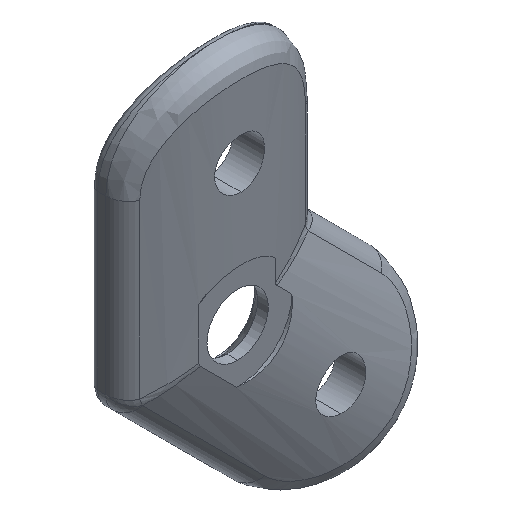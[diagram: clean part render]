
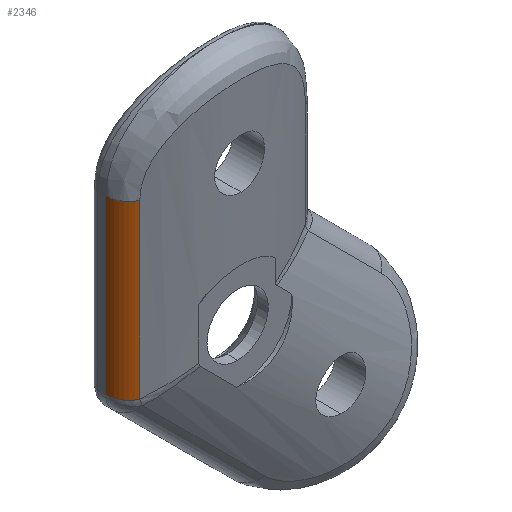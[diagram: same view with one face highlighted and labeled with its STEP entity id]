
A CAD part, isometric view. The second image highlights one B-rep face of the part: STEP entity #2346.
In plain terms, the highlighted cylindrical face has radius 3 mm (diameter 6 mm), a partial arc.
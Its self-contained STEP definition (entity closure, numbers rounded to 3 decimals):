
#217 = CIRCLE ( 'NONE', #1813, 3. ) ;
#287 = VERTEX_POINT ( 'NONE', #2416 ) ;
#295 = CYLINDRICAL_SURFACE ( 'NONE', #1425, 3. ) ;
#348 = DIRECTION ( 'NONE',  ( -1., 0., 0. ) ) ;
#456 = ORIENTED_EDGE ( 'NONE', *, *, #1055, .F. ) ;
#480 = EDGE_CURVE ( 'NONE', #2016, #287, #217, .T. ) ;
#640 = CIRCLE ( 'NONE', #1439, 3. ) ;
#693 = VERTEX_POINT ( 'NONE', #1411 ) ;
#872 = VECTOR ( 'NONE', #2386, 1000. ) ;
#967 = CARTESIAN_POINT ( 'NONE',  ( -9.5, 1.135, 0. ) ) ;
#968 = DIRECTION ( 'NONE',  ( 0., 0., 1. ) ) ;
#1018 = CARTESIAN_POINT ( 'NONE',  ( -10.784, -1.576, -12.5 ) ) ;
#1027 = ORIENTED_EDGE ( 'NONE', *, *, #1595, .T. ) ;
#1036 = LINE ( 'NONE', #1736, #872 ) ;
#1047 = VERTEX_POINT ( 'NONE', #1490 ) ;
#1055 = EDGE_CURVE ( 'NONE', #2016, #693, #1036, .T. ) ;
#1059 = EDGE_CURVE ( 'NONE', #1047, #287, #1536, .T. ) ;
#1409 = FACE_OUTER_BOUND ( 'NONE', #2044, .T. ) ;
#1411 = CARTESIAN_POINT ( 'NONE',  ( -10.784, -1.576, -34.935 ) ) ;
#1425 = AXIS2_PLACEMENT_3D ( 'NONE', #967, #1643, #1689 ) ;
#1439 = AXIS2_PLACEMENT_3D ( 'NONE', #2357, #968, #348 ) ;
#1490 = CARTESIAN_POINT ( 'NONE',  ( -12.5, 1.135, -34.935 ) ) ;
#1536 = LINE ( 'NONE', #2635, #2517 ) ;
#1595 = EDGE_CURVE ( 'NONE', #1047, #693, #640, .T. ) ;
#1643 = DIRECTION ( 'NONE',  ( 0., 0., -1. ) ) ;
#1689 = DIRECTION ( 'NONE',  ( -1., 0., 0. ) ) ;
#1736 = CARTESIAN_POINT ( 'NONE',  ( -10.784, -1.576, 0. ) ) ;
#1809 = ORIENTED_EDGE ( 'NONE', *, *, #1059, .F. ) ;
#1813 = AXIS2_PLACEMENT_3D ( 'NONE', #2047, #1829, #2728 ) ;
#1829 = DIRECTION ( 'NONE',  ( 0., 0., -1. ) ) ;
#2016 = VERTEX_POINT ( 'NONE', #1018 ) ;
#2044 = EDGE_LOOP ( 'NONE', ( #1809, #1027, #456, #2414 ) ) ;
#2047 = CARTESIAN_POINT ( 'NONE',  ( -9.5, 1.135, -12.5 ) ) ;
#2346 = ADVANCED_FACE ( 'NONE', ( #1409 ), #295, .T. ) ;
#2357 = CARTESIAN_POINT ( 'NONE',  ( -9.5, 1.135, -34.935 ) ) ;
#2386 = DIRECTION ( 'NONE',  ( 0., 0., -1. ) ) ;
#2414 = ORIENTED_EDGE ( 'NONE', *, *, #480, .T. ) ;
#2416 = CARTESIAN_POINT ( 'NONE',  ( -12.5, 1.135, -12.5 ) ) ;
#2517 = VECTOR ( 'NONE', #2844, 1000. ) ;
#2635 = CARTESIAN_POINT ( 'NONE',  ( -12.5, 1.135, 0. ) ) ;
#2728 = DIRECTION ( 'NONE',  ( -1., 0., 0. ) ) ;
#2844 = DIRECTION ( 'NONE',  ( 0., 0., 1. ) ) ;
